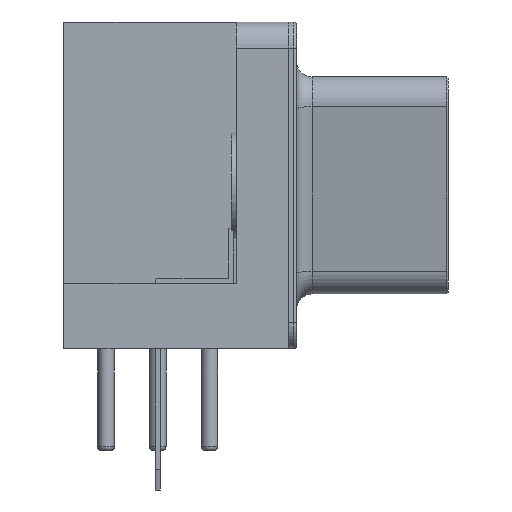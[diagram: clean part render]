
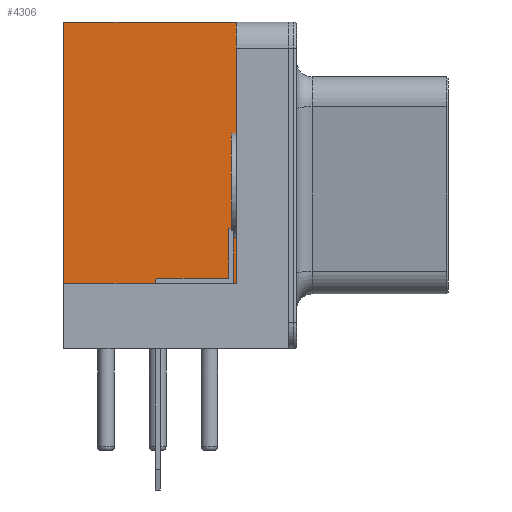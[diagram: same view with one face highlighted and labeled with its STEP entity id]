
A CAD part, left-side view. The second image highlights one B-rep face of the part: STEP entity #4306.
In plain terms, the highlighted planar face has unit normal (-1, 0, 0).
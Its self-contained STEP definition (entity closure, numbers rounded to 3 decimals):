
#3457 = VERTEX_POINT('',#3458);
#3458 = CARTESIAN_POINT('',(-5.513,1.61,12.5));
#3464 = EDGE_CURVE('',#3465,#3457,#3467,.T.);
#3465 = VERTEX_POINT('',#3466);
#3466 = CARTESIAN_POINT('',(-5.513,-4.99,12.5));
#3467 = LINE('',#3468,#3469);
#3468 = CARTESIAN_POINT('',(-5.513,-5.99,12.5));
#3469 = VECTOR('',#3470,1.);
#3470 = DIRECTION('',(0.,1.,0.));
#4280 = VERTEX_POINT('',#4281);
#4281 = CARTESIAN_POINT('',(-5.513,-4.99,2.5));
#4287 = EDGE_CURVE('',#4280,#3465,#4288,.T.);
#4288 = LINE('',#4289,#4290);
#4289 = CARTESIAN_POINT('',(-5.513,-4.99,2.5));
#4290 = VECTOR('',#4291,1.);
#4291 = DIRECTION('',(0.,0.,1.));
#4306 = ADVANCED_FACE('',(#4307),#4325,.F.);
#4307 = FACE_BOUND('',#4308,.F.);
#4308 = EDGE_LOOP('',(#4309,#4310,#4318,#4324));
#4309 = ORIENTED_EDGE('',*,*,#4287,.F.);
#4310 = ORIENTED_EDGE('',*,*,#4311,.T.);
#4311 = EDGE_CURVE('',#4280,#4312,#4314,.T.);
#4312 = VERTEX_POINT('',#4313);
#4313 = CARTESIAN_POINT('',(-5.513,1.61,2.5));
#4314 = LINE('',#4315,#4316);
#4315 = CARTESIAN_POINT('',(-5.513,-4.99,2.5));
#4316 = VECTOR('',#4317,1.);
#4317 = DIRECTION('',(-0.,1.,0.));
#4318 = ORIENTED_EDGE('',*,*,#4319,.T.);
#4319 = EDGE_CURVE('',#4312,#3457,#4320,.T.);
#4320 = LINE('',#4321,#4322);
#4321 = CARTESIAN_POINT('',(-5.513,1.61,4.375));
#4322 = VECTOR('',#4323,1.);
#4323 = DIRECTION('',(0.,0.,1.));
#4324 = ORIENTED_EDGE('',*,*,#3464,.F.);
#4325 = PLANE('',#4326);
#4326 = AXIS2_PLACEMENT_3D('',#4327,#4328,#4329);
#4327 = CARTESIAN_POINT('',(-5.513,-4.99,2.5));
#4328 = DIRECTION('',(1.,0.,0.));
#4329 = DIRECTION('',(0.,0.,1.));
